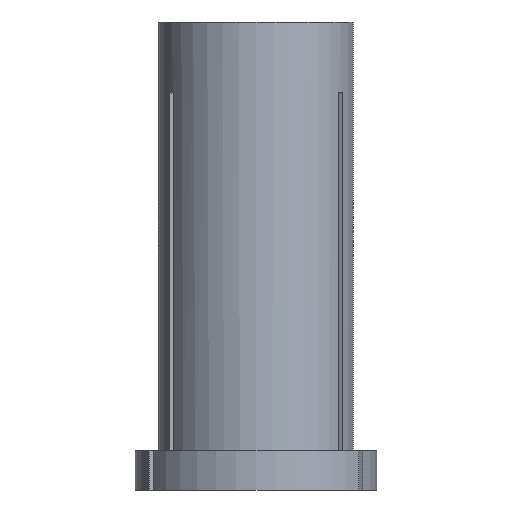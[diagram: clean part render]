
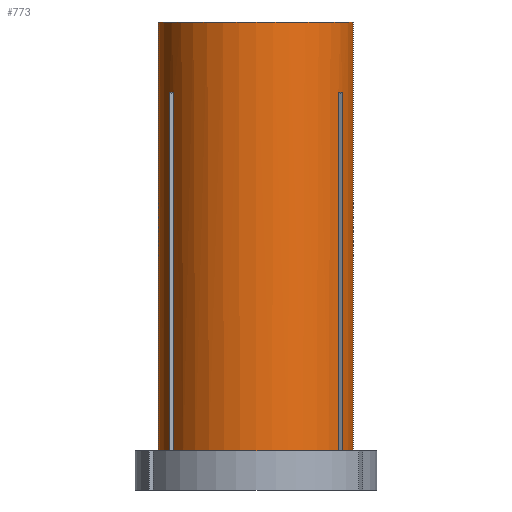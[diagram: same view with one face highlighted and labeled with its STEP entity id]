
A CAD part, front view. The second image highlights one B-rep face of the part: STEP entity #773.
In plain terms, the highlighted cylindrical face has radius 12.5 mm (diameter 25 mm), a partial arc.
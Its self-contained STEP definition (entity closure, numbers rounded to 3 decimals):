
#4 = LINE ( 'NONE', #778, #452 ) ;
#11 = CARTESIAN_POINT ( 'NONE',  ( 12.5, 0., -55. ) ) ;
#21 = AXIS2_PLACEMENT_3D ( 'NONE', #217, #1013, #132 ) ;
#26 = CARTESIAN_POINT ( 'NONE',  ( -10.829, -6.25, -8.999 ) ) ;
#27 = CARTESIAN_POINT ( 'NONE',  ( -10.567, -6.678, -9.004 ) ) ;
#48 = ORIENTED_EDGE ( 'NONE', *, *, #182, .T. ) ;
#65 = DIRECTION ( 'NONE',  ( 0., 0., 1. ) ) ;
#73 = AXIS2_PLACEMENT_3D ( 'NONE', #434, #75, #599 ) ;
#75 = DIRECTION ( 'NONE',  ( 0., 0., 1. ) ) ;
#78 = DIRECTION ( 'NONE',  ( 0., 0., 1. ) ) ;
#81 = VERTEX_POINT ( 'NONE', #1029 ) ;
#97 = CYLINDRICAL_SURFACE ( 'NONE', #762, 12.5 ) ;
#112 = EDGE_CURVE ( 'NONE', #707, #964, #118, .T. ) ;
#118 = CIRCLE ( 'NONE', #21, 12.5 ) ;
#122 = ORIENTED_EDGE ( 'NONE', *, *, #1121, .T. ) ;
#123 = EDGE_CURVE ( 'NONE', #324, #582, #135, .T. ) ;
#125 = EDGE_CURVE ( 'NONE', #706, #582, #438, .T. ) ;
#132 = DIRECTION ( 'NONE',  ( 1., 0., 0. ) ) ;
#135 = LINE ( 'NONE', #239, #471 ) ;
#138 = CARTESIAN_POINT ( 'NONE',  ( -12.5, 0., 0. ) ) ;
#143 = VERTEX_POINT ( 'NONE', #11 ) ;
#151 = CIRCLE ( 'NONE', #156, 12.5 ) ;
#156 = AXIS2_PLACEMENT_3D ( 'NONE', #1036, #1042, #1007 ) ;
#182 = EDGE_CURVE ( 'NONE', #324, #661, #151, .T. ) ;
#184 = CARTESIAN_POINT ( 'NONE',  ( -11.067, -5.812, 0. ) ) ;
#200 = CARTESIAN_POINT ( 'NONE',  ( 10.567, -6.678, -55. ) ) ;
#201 = DIRECTION ( 'NONE',  ( 0., 0., 1. ) ) ;
#204 = LINE ( 'NONE', #355, #890 ) ;
#210 = EDGE_CURVE ( 'NONE', #707, #312, #211, .T. ) ;
#211 = LINE ( 'NONE', #437, #292 ) ;
#217 = CARTESIAN_POINT ( 'NONE',  ( 0., 0., -55. ) ) ;
#220 = CARTESIAN_POINT ( 'NONE',  ( 11.067, -5.812, 0. ) ) ;
#232 = CARTESIAN_POINT ( 'NONE',  ( 10.567, -6.678, -9.004 ) ) ;
#239 = CARTESIAN_POINT ( 'NONE',  ( -10.567, -6.678, 0. ) ) ;
#251 = CARTESIAN_POINT ( 'NONE',  ( 0., 0., -55. ) ) ;
#258 = ORIENTED_EDGE ( 'NONE', *, *, #1033, .T. ) ;
#267 = CARTESIAN_POINT ( 'NONE',  ( 10.656, -6.537, -9.001 ) ) ;
#269 = CARTESIAN_POINT ( 'NONE',  ( 12.5, 0., 0. ) ) ;
#275 = CARTESIAN_POINT ( 'NONE',  ( 10.828, -6.252, -8.999 ) ) ;
#278 = CARTESIAN_POINT ( 'NONE',  ( 10.989, -5.96, -9.001 ) ) ;
#283 = ORIENTED_EDGE ( 'NONE', *, *, #210, .F. ) ;
#285 = ORIENTED_EDGE ( 'NONE', *, *, #845, .T. ) ;
#292 = VECTOR ( 'NONE', #485, 1000. ) ;
#303 = CARTESIAN_POINT ( 'NONE',  ( -11.067, -5.812, -9.004 ) ) ;
#312 = VERTEX_POINT ( 'NONE', #138 ) ;
#324 = VERTEX_POINT ( 'NONE', #921 ) ;
#337 = DIRECTION ( 'NONE',  ( 0., 0., 1. ) ) ;
#340 = ORIENTED_EDGE ( 'NONE', *, *, #1020, .T. ) ;
#343 = CARTESIAN_POINT ( 'NONE',  ( -11.067, -5.812, -55. ) ) ;
#355 = CARTESIAN_POINT ( 'NONE',  ( 10.567, -6.678, 0. ) ) ;
#411 = EDGE_CURVE ( 'NONE', #312, #1101, #654, .T. ) ;
#434 = CARTESIAN_POINT ( 'NONE',  ( 0., 0., 0. ) ) ;
#437 = CARTESIAN_POINT ( 'NONE',  ( -12.5, 0., 0. ) ) ;
#438 = B_SPLINE_CURVE_WITH_KNOTS ( 'NONE', 3,
 ( #303, #519, #26, #776, #833 ),
 .UNSPECIFIED., .F., .F.,
 ( 4, 1, 4 ),
 ( 0.074, 0.074, 0.075 ),
 .UNSPECIFIED. ) ;
#452 = VECTOR ( 'NONE', #337, 1000. ) ;
#471 = VECTOR ( 'NONE', #65, 1000. ) ;
#485 = DIRECTION ( 'NONE',  ( 0., 0., 1. ) ) ;
#489 = VECTOR ( 'NONE', #201, 1000. ) ;
#519 = CARTESIAN_POINT ( 'NONE',  ( -10.989, -5.959, -9.001 ) ) ;
#551 = CARTESIAN_POINT ( 'NONE',  ( -12.5, 0., -55. ) ) ;
#560 = EDGE_CURVE ( 'NONE', #674, #81, #935, .T. ) ;
#582 = VERTEX_POINT ( 'NONE', #27 ) ;
#584 = VECTOR ( 'NONE', #78, 1000. ) ;
#588 = AXIS2_PLACEMENT_3D ( 'NONE', #251, #876, #952 ) ;
#599 = DIRECTION ( 'NONE',  ( 1., 0., 0. ) ) ;
#631 = EDGE_CURVE ( 'NONE', #1114, #81, #756, .T. ) ;
#654 = CIRCLE ( 'NONE', #73, 12.5 ) ;
#657 = ORIENTED_EDGE ( 'NONE', *, *, #112, .T. ) ;
#660 = ORIENTED_EDGE ( 'NONE', *, *, #560, .T. ) ;
#661 = VERTEX_POINT ( 'NONE', #200 ) ;
#669 = DIRECTION ( 'NONE',  ( 0., 0., 1. ) ) ;
#674 = VERTEX_POINT ( 'NONE', #837 ) ;
#706 = VERTEX_POINT ( 'NONE', #1074 ) ;
#707 = VERTEX_POINT ( 'NONE', #551 ) ;
#756 = LINE ( 'NONE', #220, #489 ) ;
#762 = AXIS2_PLACEMENT_3D ( 'NONE', #911, #669, #927 ) ;
#773 = ADVANCED_FACE ( 'NONE', ( #816 ), #97, .T. ) ;
#776 = CARTESIAN_POINT ( 'NONE',  ( -10.656, -6.536, -9.001 ) ) ;
#778 = CARTESIAN_POINT ( 'NONE',  ( 12.5, 0., 0. ) ) ;
#787 = CIRCLE ( 'NONE', #588, 12.5 ) ;
#803 = CARTESIAN_POINT ( 'NONE',  ( 11.067, -5.812, -9.004 ) ) ;
#816 = FACE_OUTER_BOUND ( 'NONE', #978, .T. ) ;
#817 = LINE ( 'NONE', #184, #584 ) ;
#833 = CARTESIAN_POINT ( 'NONE',  ( -10.567, -6.678, -9.004 ) ) ;
#837 = CARTESIAN_POINT ( 'NONE',  ( 10.567, -6.678, -9.004 ) ) ;
#845 = EDGE_CURVE ( 'NONE', #1114, #143, #787, .T. ) ;
#876 = DIRECTION ( 'NONE',  ( 0., 0., 1. ) ) ;
#890 = VECTOR ( 'NONE', #953, 1000. ) ;
#896 = ORIENTED_EDGE ( 'NONE', *, *, #125, .T. ) ;
#911 = CARTESIAN_POINT ( 'NONE',  ( 0., 0., 0. ) ) ;
#921 = CARTESIAN_POINT ( 'NONE',  ( -10.567, -6.678, -55. ) ) ;
#927 = DIRECTION ( 'NONE',  ( 1., 0., 0. ) ) ;
#935 = B_SPLINE_CURVE_WITH_KNOTS ( 'NONE', 3,
 ( #232, #267, #275, #278, #803 ),
 .UNSPECIFIED., .F., .F.,
 ( 4, 1, 4 ),
 ( 0.08, 0.081, 0.081 ),
 .UNSPECIFIED. ) ;
#939 = ORIENTED_EDGE ( 'NONE', *, *, #123, .F. ) ;
#952 = DIRECTION ( 'NONE',  ( 1., 0., 0. ) ) ;
#953 = DIRECTION ( 'NONE',  ( 0., 0., 1. ) ) ;
#964 = VERTEX_POINT ( 'NONE', #343 ) ;
#978 = EDGE_LOOP ( 'NONE', ( #283, #657, #122, #896, #939, #48, #258, #660, #1087, #285, #340, #1003 ) ) ;
#1003 = ORIENTED_EDGE ( 'NONE', *, *, #411, .F. ) ;
#1007 = DIRECTION ( 'NONE',  ( 1., 0., 0. ) ) ;
#1013 = DIRECTION ( 'NONE',  ( 0., 0., 1. ) ) ;
#1020 = EDGE_CURVE ( 'NONE', #143, #1101, #4, .T. ) ;
#1029 = CARTESIAN_POINT ( 'NONE',  ( 11.067, -5.812, -9.004 ) ) ;
#1033 = EDGE_CURVE ( 'NONE', #661, #674, #204, .T. ) ;
#1036 = CARTESIAN_POINT ( 'NONE',  ( 0., 0., -55. ) ) ;
#1042 = DIRECTION ( 'NONE',  ( 0., 0., 1. ) ) ;
#1074 = CARTESIAN_POINT ( 'NONE',  ( -11.067, -5.812, -9.004 ) ) ;
#1087 = ORIENTED_EDGE ( 'NONE', *, *, #631, .F. ) ;
#1101 = VERTEX_POINT ( 'NONE', #269 ) ;
#1106 = CARTESIAN_POINT ( 'NONE',  ( 11.067, -5.812, -55. ) ) ;
#1114 = VERTEX_POINT ( 'NONE', #1106 ) ;
#1121 = EDGE_CURVE ( 'NONE', #964, #706, #817, .T. ) ;
